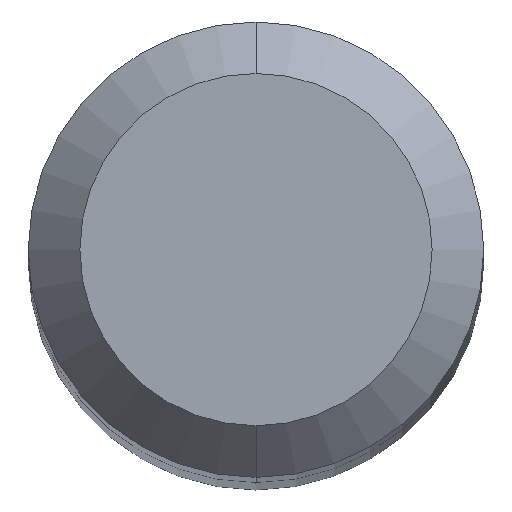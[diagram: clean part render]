
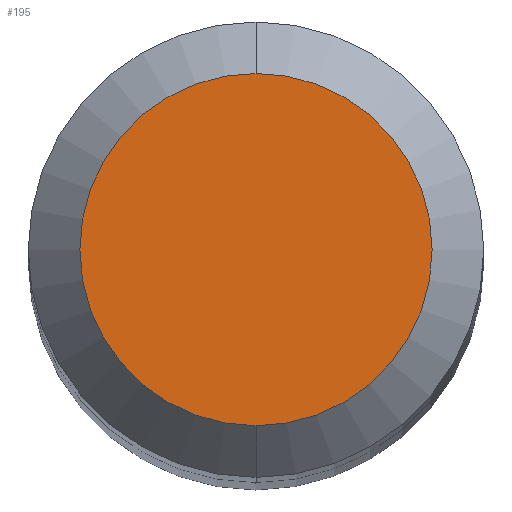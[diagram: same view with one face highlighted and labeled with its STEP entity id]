
A CAD part, top view. The second image highlights one B-rep face of the part: STEP entity #195.
In plain terms, the highlighted planar face has unit normal (0, 0, 1).
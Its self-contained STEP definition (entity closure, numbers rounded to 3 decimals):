
#30 = CIRCLE ( 'NONE', #79, 2.05 ) ;
#35 = ORIENTED_EDGE ( 'NONE', *, *, #141, .F. ) ;
#36 = AXIS2_PLACEMENT_3D ( 'NONE', #164, #312, #290 ) ;
#53 = CARTESIAN_POINT ( 'NONE',  ( 0., -2.05, 86. ) ) ;
#64 = CIRCLE ( 'NONE', #36, 2.05 ) ;
#79 = AXIS2_PLACEMENT_3D ( 'NONE', #175, #225, #182 ) ;
#97 = PLANE ( 'NONE',  #121 ) ;
#121 = AXIS2_PLACEMENT_3D ( 'NONE', #128, #327, #236 ) ;
#128 = CARTESIAN_POINT ( 'NONE',  ( 0., 0., 86. ) ) ;
#141 = EDGE_CURVE ( 'NONE', #332, #157, #64, .T. ) ;
#153 = EDGE_LOOP ( 'NONE', ( #35, #278 ) ) ;
#157 = VERTEX_POINT ( 'NONE', #53 ) ;
#164 = CARTESIAN_POINT ( 'NONE',  ( 0., 0., 86. ) ) ;
#175 = CARTESIAN_POINT ( 'NONE',  ( 0., 0., 86. ) ) ;
#182 = DIRECTION ( 'NONE',  ( 0., 1., 0. ) ) ;
#184 = FACE_OUTER_BOUND ( 'NONE', #153, .T. ) ;
#195 = ADVANCED_FACE ( 'NONE', ( #184 ), #97, .F. ) ;
#225 = DIRECTION ( 'NONE',  ( 0., 0., -1. ) ) ;
#236 = DIRECTION ( 'NONE',  ( 0., 1., 0. ) ) ;
#278 = ORIENTED_EDGE ( 'NONE', *, *, #318, .F. ) ;
#290 = DIRECTION ( 'NONE',  ( 0., 1., 0. ) ) ;
#312 = DIRECTION ( 'NONE',  ( 0., 0., -1. ) ) ;
#318 = EDGE_CURVE ( 'NONE', #157, #332, #30, .T. ) ;
#325 = CARTESIAN_POINT ( 'NONE',  ( 0., 2.05, 86. ) ) ;
#327 = DIRECTION ( 'NONE',  ( 0., 0., -1. ) ) ;
#332 = VERTEX_POINT ( 'NONE', #325 ) ;
